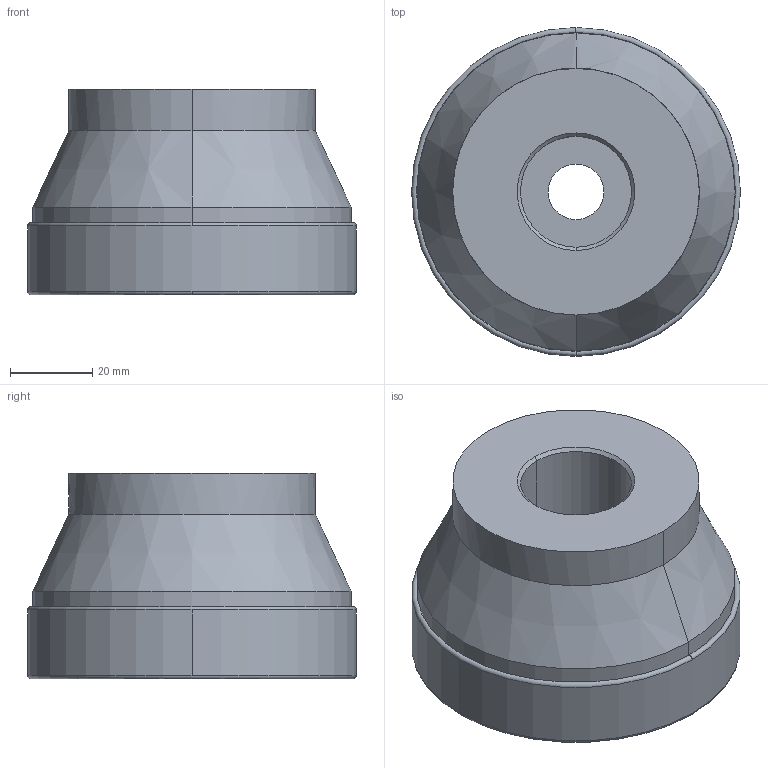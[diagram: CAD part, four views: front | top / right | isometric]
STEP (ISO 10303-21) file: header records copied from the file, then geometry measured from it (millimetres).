
FILE_DESCRIPTION(('no description'),'unknown implementation level');
FILE_NAME('solidrqRMyCzke8e_taRQDW11S1Hrsbg_1.STP',' ',('CIM GmbH Aachen'),('CADClick - KiM GmbH - www.kimweb.de'),'unknown preprocess','ACIS','unknown authorization');
FILE_SCHEMA(('automotive_design'));
Length unit declared in the file: millimetre
Products named in the file (2): 1; 2
Bounding box: 80 x 80 x 50 mm (x, y, z)
Volume: 197349.8 mm3; surface area: 32844.5 mm2
Topology: 2 solids, 2 shells, 50 faces, 129 edges, 83 vertices
Faces by surface type: cylinder 21, plane 11, cone 10, torus 8
Entity records: 3462 total; most frequent: CARTESIAN_POINT 698, DIRECTION 286, STYLED_ITEM 264, PRESENTATION_STYLE_ASSIGNMENT 264, COLOUR_RGB 264, ORIENTED_EDGE 258, EDGE_CURVE 129, CURVE_STYLE 129
